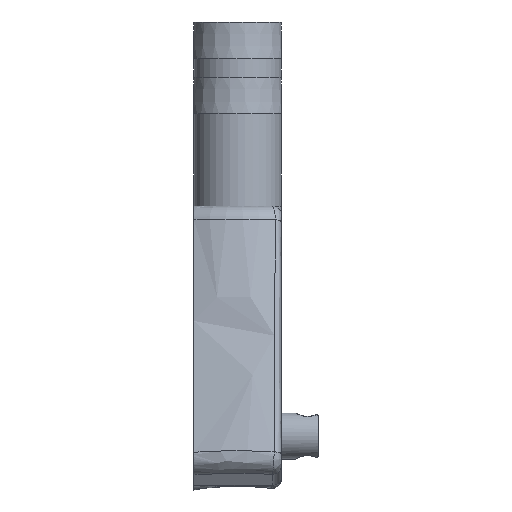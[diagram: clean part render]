
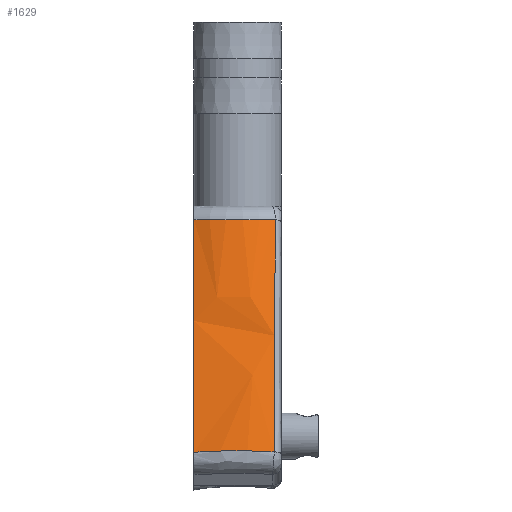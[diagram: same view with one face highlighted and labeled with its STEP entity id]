
A CAD part, left-side view. The second image highlights one B-rep face of the part: STEP entity #1629.
In plain terms, the highlighted conical face has half-angle 15 degrees and reference radius 16.278 mm.
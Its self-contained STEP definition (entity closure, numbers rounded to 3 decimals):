
#15=CONICAL_SURFACE('',#1752,16.278,0.262);
#89=(
BOUNDED_CURVE()
B_SPLINE_CURVE(2,(#2830,#2831,#2832),.UNSPECIFIED.,.F.,.F.)
B_SPLINE_CURVE_WITH_KNOTS((3,3),(0.226,3.136),
 .UNSPECIFIED.)
CURVE()
GEOMETRIC_REPRESENTATION_ITEM()
RATIONAL_B_SPLINE_CURVE((1.007,1.05,1.028))
REPRESENTATION_ITEM('')
);
#164=B_SPLINE_CURVE_WITH_KNOTS('',3,(#2746,#2747,#2748,#2749),
 .UNSPECIFIED.,.F.,.F.,(4,4),(-2.619,0.),.UNSPECIFIED.);
#166=B_SPLINE_CURVE_WITH_KNOTS('',3,(#2806,#2807,#2808,#2809),
 .UNSPECIFIED.,.F.,.F.,(4,4),(-0.207,0.248),
 .UNSPECIFIED.);
#350=FACE_OUTER_BOUND('',#447,.T.);
#447=EDGE_LOOP('',(#1169,#1170,#1171,#1172));
#557=CIRCLE('',#1753,11.152);
#683=VERTEX_POINT('',#2718);
#684=VERTEX_POINT('',#2745);
#686=VERTEX_POINT('',#2805);
#688=VERTEX_POINT('',#2828);
#867=EDGE_CURVE('',#683,#684,#164,.T.);
#872=EDGE_CURVE('',#684,#686,#166,.T.);
#875=EDGE_CURVE('',#688,#683,#557,.T.);
#876=EDGE_CURVE('',#688,#686,#89,.T.);
#1169=ORIENTED_EDGE('',*,*,#867,.F.);
#1170=ORIENTED_EDGE('',*,*,#875,.F.);
#1171=ORIENTED_EDGE('',*,*,#876,.T.);
#1172=ORIENTED_EDGE('',*,*,#872,.F.);
#1629=ADVANCED_FACE('',(#350),#15,.T.);
#1752=AXIS2_PLACEMENT_3D('',#2827,#1960,#1961);
#1753=AXIS2_PLACEMENT_3D('',#2829,#1962,#1963);
#1960=DIRECTION('center_axis',(0.,0.,-1.));
#1961=DIRECTION('ref_axis',(0.,-1.,0.));
#1962=DIRECTION('center_axis',(0.,0.,1.));
#1963=DIRECTION('ref_axis',(-1.,0.,0.));
#2718=CARTESIAN_POINT('',(-10.369,-4.106,-1.482));
#2745=CARTESIAN_POINT('',(-17.466,-3.964,-26.704));
#2746=CARTESIAN_POINT('Ctrl Pts',(-10.369,-4.106,-1.482));
#2747=CARTESIAN_POINT('Ctrl Pts',(-12.817,-4.027,-9.871));
#2748=CARTESIAN_POINT('Ctrl Pts',(-15.146,-3.992,-18.286));
#2749=CARTESIAN_POINT('Ctrl Pts',(-17.466,-3.964,-26.704));
#2805=CARTESIAN_POINT('',(-17.282,4.75,-26.751));
#2806=CARTESIAN_POINT('Ctrl Pts',(-17.466,-3.964,-26.704));
#2807=CARTESIAN_POINT('Ctrl Pts',(-18.073,-1.097,-26.549));
#2808=CARTESIAN_POINT('Ctrl Pts',(-18.008,1.911,-26.565));
#2809=CARTESIAN_POINT('Ctrl Pts',(-17.281,4.75,-26.751));
#2827=CARTESIAN_POINT('Origin',(0.,0.,-20.615));
#2828=CARTESIAN_POINT('',(-10.09,4.75,-1.482));
#2829=CARTESIAN_POINT('Origin',(0.,0.,-1.482));
#2830=CARTESIAN_POINT('Ctrl Pts',(-10.09,4.75,-1.482));
#2831=CARTESIAN_POINT('Ctrl Pts',(-12.848,4.75,-10.797));
#2832=CARTESIAN_POINT('Ctrl Pts',(-17.282,4.75,-26.751));
